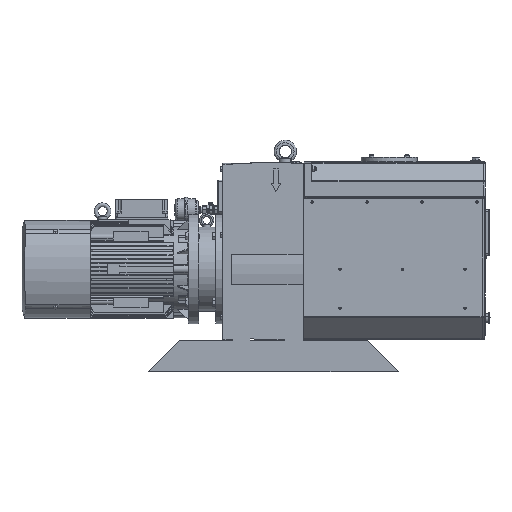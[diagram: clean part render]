
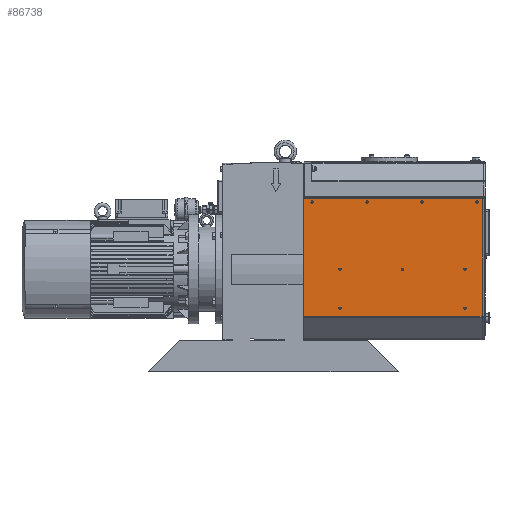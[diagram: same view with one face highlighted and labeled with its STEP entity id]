
A CAD part, left-side view. The second image highlights one B-rep face of the part: STEP entity #86738.
In plain terms, the highlighted free-form (B-spline) face has degree [1, 1] with [2, 2] control points.
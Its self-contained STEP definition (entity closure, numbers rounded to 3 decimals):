
#38028=CARTESIAN_POINT('',(-225.,-191.2,0.));
#38029=VERTEX_POINT('',#38028);
#38030=CARTESIAN_POINT('',(-225.,-195.,0.));
#38031=DIRECTION('',(1.0,0.,0.));
#38032=DIRECTION('',(0.,1.0,0.));
#38033=AXIS2_PLACEMENT_3D('',#38030,#38031,#38032);
#38034=CIRCLE('',#38033,3.8);
#38035=EDGE_CURVE('',#38029,#38029,#38034,.T.);
#38335=CARTESIAN_POINT('',(-225.,-591.2,0.));
#38336=VERTEX_POINT('',#38335);
#38337=CARTESIAN_POINT('',(-225.,-595.,0.));
#38338=DIRECTION('',(1.0,0.,0.));
#38339=DIRECTION('',(0.,1.0,0.));
#38340=AXIS2_PLACEMENT_3D('',#38337,#38338,#38339);
#38341=CIRCLE('',#38340,3.8);
#38342=EDGE_CURVE('',#38336,#38336,#38341,.T.);
#38642=CARTESIAN_POINT('',(-225.,-102.2,215.));
#38643=VERTEX_POINT('',#38642);
#38644=CARTESIAN_POINT('',(-225.,-106.,215.));
#38645=DIRECTION('',(1.0,0.,0.));
#38646=DIRECTION('',(0.,1.0,0.));
#38647=AXIS2_PLACEMENT_3D('',#38644,#38645,#38646);
#38648=CIRCLE('',#38647,3.8);
#38649=EDGE_CURVE('',#38643,#38643,#38648,.T.);
#38949=CARTESIAN_POINT('',(-225.,-278.2,215.));
#38950=VERTEX_POINT('',#38949);
#38951=CARTESIAN_POINT('',(-225.,-282.,215.));
#38952=DIRECTION('',(1.0,0.,0.));
#38953=DIRECTION('',(0.,1.0,0.));
#38954=AXIS2_PLACEMENT_3D('',#38951,#38952,#38953);
#38955=CIRCLE('',#38954,3.8);
#38956=EDGE_CURVE('',#38950,#38950,#38955,.T.);
#39256=CARTESIAN_POINT('',(-225.,-454.2,215.));
#39257=VERTEX_POINT('',#39256);
#39258=CARTESIAN_POINT('',(-225.,-458.,215.));
#39259=DIRECTION('',(1.0,0.,0.));
#39260=DIRECTION('',(0.,1.0,0.));
#39261=AXIS2_PLACEMENT_3D('',#39258,#39259,#39260);
#39262=CIRCLE('',#39261,3.8);
#39263=EDGE_CURVE('',#39257,#39257,#39262,.T.);
#39563=CARTESIAN_POINT('',(-225.,-630.2,215.));
#39564=VERTEX_POINT('',#39563);
#39565=CARTESIAN_POINT('',(-225.,-634.,215.));
#39566=DIRECTION('',(1.0,0.,0.));
#39567=DIRECTION('',(0.,1.0,0.));
#39568=AXIS2_PLACEMENT_3D('',#39565,#39566,#39567);
#39569=CIRCLE('',#39568,3.8);
#39570=EDGE_CURVE('',#39564,#39564,#39569,.T.);
#86614=CARTESIAN_POINT('',(-225.,-656.,226.5));
#86615=VERTEX_POINT('',#86614);
#86616=CARTESIAN_POINT('',(-225.,-77.,226.5));
#86617=VERTEX_POINT('',#86616);
#86618=CARTESIAN_POINT('',(-225.,-656.,226.5));
#86619=DIRECTION('',(0.,1.0,0.));
#86620=VECTOR('',#86619,579.);
#86621=LINE('',#86618,#86620);
#86622=EDGE_CURVE('',#86615,#86617,#86621,.T.);
#86657=CARTESIAN_POINT('',(-225.,-77.,226.5));
#86658=CARTESIAN_POINT('',(-225.,-77.,-151.094));
#86659=CARTESIAN_POINT('',(-225.,-656.,226.5));
#86660=CARTESIAN_POINT('',(-225.,-656.,-151.094));
#86661=B_SPLINE_SURFACE_WITH_KNOTS('',1,1,((#86657,#86659),(#86658,#86660)),.UNSPECIFIED.,.F.,.F.,.U.,(2,2),(2,2),(0.0,377.593),(0.0,579.),.UNSPECIFIED.);
#86662=CARTESIAN_POINT('',(-225.,-656.,-151.094));
#86663=VERTEX_POINT('',#86662);
#86664=CARTESIAN_POINT('',(-225.,-77.,-151.094));
#86665=VERTEX_POINT('',#86664);
#86666=CARTESIAN_POINT('',(-225.,-656.,-151.094));
#86667=DIRECTION('',(0.,1.0,0.));
#86668=VECTOR('',#86667,579.);
#86669=LINE('',#86666,#86668);
#86670=EDGE_CURVE('',#86663,#86665,#86669,.T.);
#86671=ORIENTED_EDGE('',*,*,#86670,.F.);
#86672=CARTESIAN_POINT('',(-225.,-656.,226.5));
#86673=DIRECTION('',(0.0,0.0,-1.0));
#86674=VECTOR('',#86673,377.593);
#86675=LINE('',#86672,#86674);
#86676=EDGE_CURVE('',#86615,#86663,#86675,.T.);
#86677=ORIENTED_EDGE('',*,*,#86676,.F.);
#86678=ORIENTED_EDGE('',*,*,#86622,.T.);
#86679=CARTESIAN_POINT('',(-225.,-77.,-151.094));
#86680=DIRECTION('',(0.0,0.0,1.0));
#86681=VECTOR('',#86680,377.593);
#86682=LINE('',#86679,#86681);
#86683=EDGE_CURVE('',#86665,#86617,#86682,.T.);
#86684=ORIENTED_EDGE('',*,*,#86683,.F.);
#86685=EDGE_LOOP('',(#86671,#86677,#86678,#86684));
#86686=FACE_OUTER_BOUND('',#86685,.T.);
#86687=ORIENTED_EDGE('',*,*,#39570,.T.);
#86688=EDGE_LOOP('',(#86687));
#86689=FACE_BOUND('',#86688,.T.);
#86690=ORIENTED_EDGE('',*,*,#39263,.T.);
#86691=EDGE_LOOP('',(#86690));
#86692=FACE_BOUND('',#86691,.T.);
#86693=ORIENTED_EDGE('',*,*,#38342,.T.);
#86694=EDGE_LOOP('',(#86693));
#86695=FACE_BOUND('',#86694,.T.);
#86696=CARTESIAN_POINT('',(-225.,-591.549,-123.409));
#86697=VERTEX_POINT('',#86696);
#86698=CARTESIAN_POINT('',(-225.,-595.,-125.));
#86699=DIRECTION('',(1.,0.,0.));
#86700=DIRECTION('',(0.,0.908,0.419));
#86701=AXIS2_PLACEMENT_3D('',#86698,#86699,#86700);
#86702=CIRCLE('',#86701,3.8);
#86703=EDGE_CURVE('',#86697,#86697,#86702,.T.);
#86704=ORIENTED_EDGE('',*,*,#86703,.T.);
#86705=EDGE_LOOP('',(#86704));
#86706=FACE_BOUND('',#86705,.T.);
#86707=ORIENTED_EDGE('',*,*,#38956,.T.);
#86708=EDGE_LOOP('',(#86707));
#86709=FACE_BOUND('',#86708,.T.);
#86710=ORIENTED_EDGE('',*,*,#38649,.T.);
#86711=EDGE_LOOP('',(#86710));
#86712=FACE_BOUND('',#86711,.T.);
#86713=CARTESIAN_POINT('',(-225.,-391.2,0.));
#86714=VERTEX_POINT('',#86713);
#86715=CARTESIAN_POINT('',(-225.,-395.,0.));
#86716=DIRECTION('',(1.0,0.,0.));
#86717=DIRECTION('',(0.,1.0,0.));
#86718=AXIS2_PLACEMENT_3D('',#86715,#86716,#86717);
#86719=CIRCLE('',#86718,3.8);
#86720=EDGE_CURVE('',#86714,#86714,#86719,.T.);
#86721=ORIENTED_EDGE('',*,*,#86720,.T.);
#86722=EDGE_LOOP('',(#86721));
#86723=FACE_BOUND('',#86722,.T.);
#86724=ORIENTED_EDGE('',*,*,#38035,.T.);
#86725=EDGE_LOOP('',(#86724));
#86726=FACE_BOUND('',#86725,.T.);
#86727=CARTESIAN_POINT('',(-225.,-191.549,-123.409));
#86728=VERTEX_POINT('',#86727);
#86729=CARTESIAN_POINT('',(-225.,-195.,-125.));
#86730=DIRECTION('',(1.,0.,0.));
#86731=DIRECTION('',(0.,0.908,0.419));
#86732=AXIS2_PLACEMENT_3D('',#86729,#86730,#86731);
#86733=CIRCLE('',#86732,3.8);
#86734=EDGE_CURVE('',#86728,#86728,#86733,.T.);
#86735=ORIENTED_EDGE('',*,*,#86734,.T.);
#86736=EDGE_LOOP('',(#86735));
#86737=FACE_BOUND('',#86736,.T.);
#86738=ADVANCED_FACE('',(#86686,#86689,#86692,#86695,#86706,#86709,#86712,#86723,#86726,#86737),#86661,.T.);
